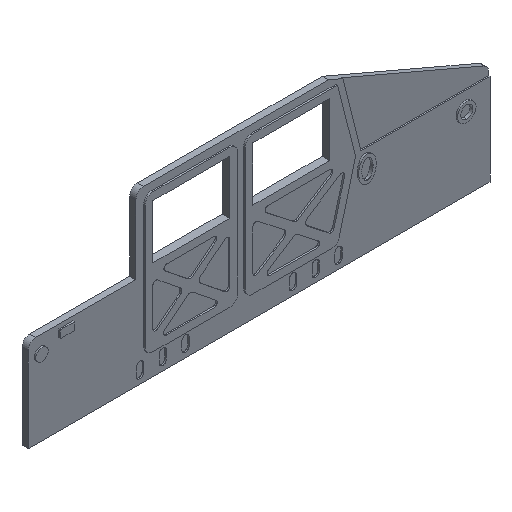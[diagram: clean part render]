
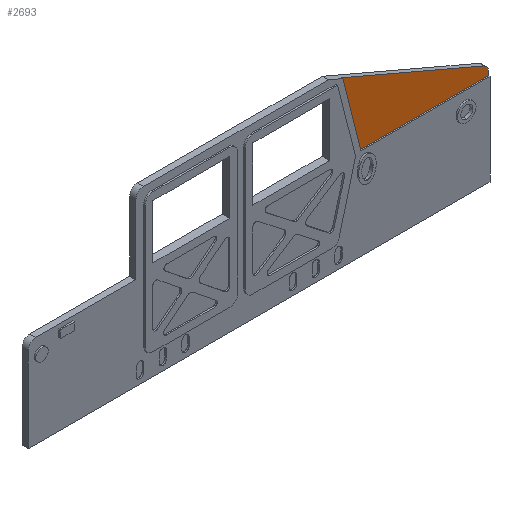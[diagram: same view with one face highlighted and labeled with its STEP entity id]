
A CAD part, isometric view. The second image highlights one B-rep face of the part: STEP entity #2693.
In plain terms, the highlighted planar face has unit normal (0, -1, 0).
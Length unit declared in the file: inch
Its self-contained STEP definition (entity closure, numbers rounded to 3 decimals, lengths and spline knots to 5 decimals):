
#45 = CARTESIAN_POINT ( 'NONE',  ( 0., 0.1, 3.08515 ) ) ;
#256 = EDGE_CURVE ( 'NONE', #3467, #4635, #4413, .T. ) ;
#345 = LINE ( 'NONE', #2763, #4902 ) ;
#377 = CARTESIAN_POINT ( 'NONE',  ( -0.15152, 0.1, 3.31494 ) ) ;
#379 = EDGE_CURVE ( 'NONE', #2830, #2267, #345, .T. ) ;
#503 = EDGE_CURVE ( 'NONE', #1638, #2830, #2746, .T. ) ;
#692 = DIRECTION ( 'NONE',  ( 0., -1., 0. ) ) ;
#1015 = VECTOR ( 'NONE', #4174, 39.37008 ) ;
#1152 = EDGE_CURVE ( 'NONE', #4635, #1638, #1466, .T. ) ;
#1154 = CARTESIAN_POINT ( 'NONE',  ( 0., 0.1, 0. ) ) ;
#1287 = ORIENTED_EDGE ( 'NONE', *, *, #1152, .T. ) ;
#1466 = LINE ( 'NONE', #1154, #4717 ) ;
#1638 = VERTEX_POINT ( 'NONE', #45 ) ;
#1851 = CARTESIAN_POINT ( 'NONE',  ( 0., 0.1, 2.96805 ) ) ;
#1969 = CARTESIAN_POINT ( 'NONE',  ( 0., 0.1, 2.96805 ) ) ;
#1979 = VECTOR ( 'NONE', #5247, 39.37008 ) ;
#2125 = DIRECTION ( 'NONE',  ( 0., -1., 0. ) ) ;
#2267 = VERTEX_POINT ( 'NONE', #4954 ) ;
#2421 = DIRECTION ( 'NONE',  ( 0., 0., -1. ) ) ;
#2504 = EDGE_CURVE ( 'NONE', #3467, #2267, #2652, .T. ) ;
#2652 = LINE ( 'NONE', #4228, #1015 ) ;
#2693 = ADVANCED_FACE ( 'NONE', ( #3584 ), #3900, .T. ) ;
#2746 = CIRCLE ( 'NONE', #3425, 0.25 ) ;
#2763 = CARTESIAN_POINT ( 'NONE',  ( 1.17672, 0.1, 2.74569 ) ) ;
#2782 = DIRECTION ( 'NONE',  ( 0., 0., -1. ) ) ;
#2830 = VERTEX_POINT ( 'NONE', #377 ) ;
#2902 = ORIENTED_EDGE ( 'NONE', *, *, #2504, .F. ) ;
#3425 = AXIS2_PLACEMENT_3D ( 'NONE', #4925, #2125, #2421 ) ;
#3467 = VERTEX_POINT ( 'NONE', #4563 ) ;
#3584 = FACE_OUTER_BOUND ( 'NONE', #5056, .T. ) ;
#3900 = PLANE ( 'NONE',  #4077 ) ;
#3950 = ORIENTED_EDGE ( 'NONE', *, *, #256, .T. ) ;
#4051 = ORIENTED_EDGE ( 'NONE', *, *, #379, .T. ) ;
#4077 = AXIS2_PLACEMENT_3D ( 'NONE', #5134, #692, #2782 ) ;
#4174 = DIRECTION ( 'NONE',  ( -0.246, 0., 0.969 ) ) ;
#4228 = CARTESIAN_POINT ( 'NONE',  ( -3.22691, 0.1, -0.82023 ) ) ;
#4335 = DIRECTION ( 'NONE',  ( 0., 0., 1. ) ) ;
#4388 = DIRECTION ( 'NONE',  ( -0.919, 0., 0.394 ) ) ;
#4413 = LINE ( 'NONE', #1969, #1979 ) ;
#4563 = CARTESIAN_POINT ( 'NONE',  ( -4.18983, 0.1, 2.96805 ) ) ;
#4635 = VERTEX_POINT ( 'NONE', #1851 ) ;
#4717 = VECTOR ( 'NONE', #4335, 39.37008 ) ;
#4902 = VECTOR ( 'NONE', #4388, 39.37008 ) ;
#4925 = CARTESIAN_POINT ( 'NONE',  ( -0.25, 0.1, 3.08515 ) ) ;
#4951 = ORIENTED_EDGE ( 'NONE', *, *, #503, .T. ) ;
#4954 = CARTESIAN_POINT ( 'NONE',  ( -4.78248, 0.1, 5.29963 ) ) ;
#5056 = EDGE_LOOP ( 'NONE', ( #1287, #4951, #4051, #2902, #3950 ) ) ;
#5134 = CARTESIAN_POINT ( 'NONE',  ( 0., 0.1, 0. ) ) ;
#5247 = DIRECTION ( 'NONE',  ( 1., 0., 0. ) ) ;
